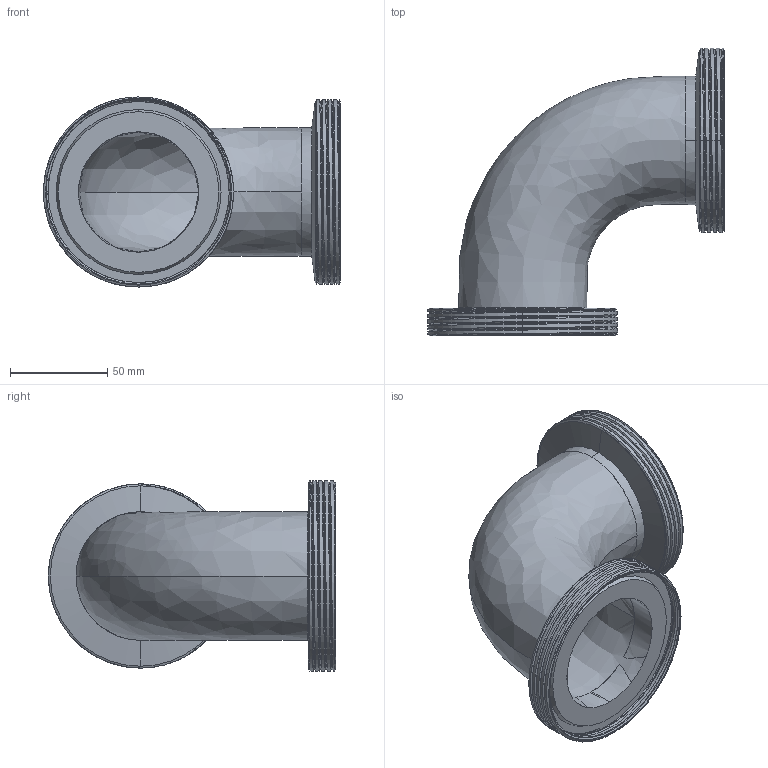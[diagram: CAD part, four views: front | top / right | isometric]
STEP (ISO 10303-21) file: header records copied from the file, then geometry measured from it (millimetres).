
FILE_DESCRIPTION (( 'STEP AP203' ), '1' );
FILE_NAME ('3D_M-3007_65_174784360.STEP', '2024-09-12T12:11:58', ( '' ), ( '' ), 'SwSTEP 2.0', 'SolidWorks 2024', '' );
FILE_SCHEMA (( 'CONFIG_CONTROL_DESIGN' ));
Length unit declared in the file: millimetre
Products named in the file (1): 3D_M-3007_65_174784360
Bounding box: 153.06 x 148.08 x 98 mm (x, y, z)
Volume: 125399.9 mm3; surface area: 96218 mm2
Topology: 1 solids, 1 shells, 96 faces, 260 edges, 171 vertices
Faces by surface type: cylinder 40, cone 25, bspline 16, plane 15
Entity records: 14734 total; most frequent: CARTESIAN_POINT 12565, ORIENTED_EDGE 520, DIRECTION 339, EDGE_CURVE 260, VERTEX_POINT 171, AXIS2_PLACEMENT_3D 143, EDGE_LOOP 103, B_SPLINE_CURVE_WITH_KNOTS 99
